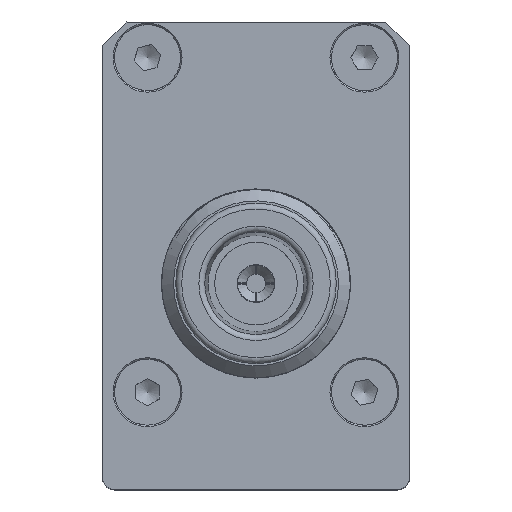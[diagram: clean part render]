
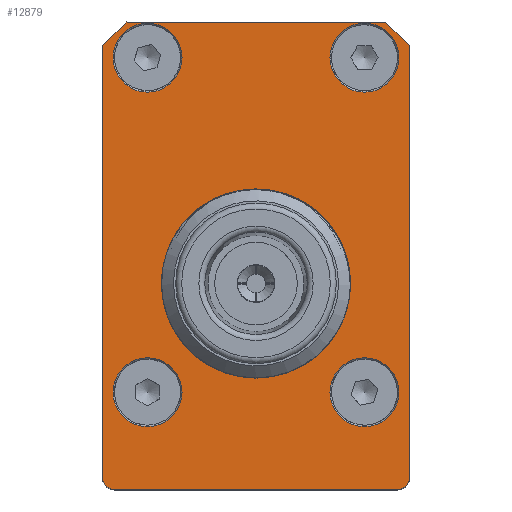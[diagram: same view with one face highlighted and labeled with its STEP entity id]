
A CAD part, top view. The second image highlights one B-rep face of the part: STEP entity #12879.
In plain terms, the highlighted planar face has unit normal (0, 0, 1).
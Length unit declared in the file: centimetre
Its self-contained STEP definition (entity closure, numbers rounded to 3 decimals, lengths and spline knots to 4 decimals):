
#535=PLANE($,#13759);
#1073=FACE_BOUND($,#2116,.T.);
#1074=FACE_BOUND($,#2117,.T.);
#1075=FACE_BOUND($,#2118,.T.);
#1076=FACE_BOUND($,#2119,.T.);
#1077=FACE_BOUND($,#2120,.T.);
#1078=FACE_BOUND($,#2121,.T.);
#2116=EDGE_LOOP($,(#9329));
#2117=EDGE_LOOP($,(#9330));
#2118=EDGE_LOOP($,(#9331));
#2119=EDGE_LOOP($,(#9332));
#2120=EDGE_LOOP($,(#9333));
#2121=EDGE_LOOP($,(#9334,#9335,#9336,#9337,#9338,#9339,#9340,#9341));
#2826=CIRCLE($,#13715,0.7938);
#2837=CIRCLE($,#13737,0.29);
#2839=CIRCLE($,#13740,0.29);
#2841=CIRCLE($,#13743,0.29);
#2843=CIRCLE($,#13746,0.29);
#2844=CIRCLE($,#13752,0.1);
#2846=CIRCLE($,#13756,0.1);
#3243=LINE($,#22333,#4476);
#3249=LINE($,#22344,#4482);
#3250=LINE($,#22347,#4483);
#3256=LINE($,#22358,#4489);
#3259=LINE($,#22369,#4492);
#3263=LINE($,#22380,#4496);
#4476=VECTOR($,#15270,0.2828);
#4482=VECTOR($,#15278,2.18);
#4483=VECTOR($,#15281,0.2828);
#4489=VECTOR($,#15289,3.63);
#4492=VECTOR($,#15300,3.63);
#4496=VECTOR($,#15312,2.38);
#5812=VERTEX_POINT($,#22280);
#5823=VERTEX_POINT($,#22313);
#5825=VERTEX_POINT($,#22318);
#5827=VERTEX_POINT($,#22323);
#5829=VERTEX_POINT($,#22328);
#5830=VERTEX_POINT($,#22331);
#5831=VERTEX_POINT($,#22332);
#5835=VERTEX_POINT($,#22342);
#5836=VERTEX_POINT($,#22346);
#5840=VERTEX_POINT($,#22356);
#5841=VERTEX_POINT($,#22360);
#5842=VERTEX_POINT($,#22361);
#5846=VERTEX_POINT($,#22374);
#7123=EDGE_CURVE($,#5812,#5812,#2826,.T.);
#7134=EDGE_CURVE($,#5823,#5823,#2837,.T.);
#7136=EDGE_CURVE($,#5825,#5825,#2839,.T.);
#7138=EDGE_CURVE($,#5827,#5827,#2841,.T.);
#7140=EDGE_CURVE($,#5829,#5829,#2843,.T.);
#7141=EDGE_CURVE($,#5830,#5831,#3243,.T.);
#7147=EDGE_CURVE($,#5835,#5830,#3249,.T.);
#7148=EDGE_CURVE($,#5836,#5835,#3250,.T.);
#7154=EDGE_CURVE($,#5840,#5836,#3256,.T.);
#7155=EDGE_CURVE($,#5841,#5842,#2844,.T.);
#7159=EDGE_CURVE($,#5831,#5841,#3259,.T.);
#7162=EDGE_CURVE($,#5846,#5840,#2846,.T.);
#7165=EDGE_CURVE($,#5842,#5846,#3263,.T.);
#9329=ORIENTED_EDGE($,*,*,#7123,.T.);
#9330=ORIENTED_EDGE($,*,*,#7134,.T.);
#9331=ORIENTED_EDGE($,*,*,#7136,.T.);
#9332=ORIENTED_EDGE($,*,*,#7138,.T.);
#9333=ORIENTED_EDGE($,*,*,#7140,.T.);
#9334=ORIENTED_EDGE($,*,*,#7141,.F.);
#9335=ORIENTED_EDGE($,*,*,#7147,.F.);
#9336=ORIENTED_EDGE($,*,*,#7148,.F.);
#9337=ORIENTED_EDGE($,*,*,#7154,.F.);
#9338=ORIENTED_EDGE($,*,*,#7162,.F.);
#9339=ORIENTED_EDGE($,*,*,#7165,.F.);
#9340=ORIENTED_EDGE($,*,*,#7155,.F.);
#9341=ORIENTED_EDGE($,*,*,#7159,.F.);
#12879=ADVANCED_FACE($,(#1073,#1074,#1075,#1076,#1077,#1078),#535,.T.);
#13715=AXIS2_PLACEMENT_3D($,#22281,#15204,#15205);
#13737=AXIS2_PLACEMENT_3D($,#22314,#15248,#15249);
#13740=AXIS2_PLACEMENT_3D($,#22319,#15254,#15255);
#13743=AXIS2_PLACEMENT_3D($,#22324,#15260,#15261);
#13746=AXIS2_PLACEMENT_3D($,#22329,#15266,#15267);
#13752=AXIS2_PLACEMENT_3D($,#22362,#15292,#15293);
#13756=AXIS2_PLACEMENT_3D($,#22375,#15305,#15306);
#13759=AXIS2_PLACEMENT_3D($,#22385,#15317,#15318);
#15204=DIRECTION('center_axis',(0.,0.,
-1.));
#15205=DIRECTION('ref_axis',(1.,0.,0.));
#15248=DIRECTION('center_axis',(0.,0.,
-1.));
#15249=DIRECTION('ref_axis',(-1.,0.,0.));
#15254=DIRECTION('center_axis',(0.,0.,
-1.));
#15255=DIRECTION('ref_axis',(-1.,0.,0.));
#15260=DIRECTION('center_axis',(0.,0.,
-1.));
#15261=DIRECTION('ref_axis',(-1.,0.,0.));
#15266=DIRECTION('center_axis',(0.,0.,
-1.));
#15267=DIRECTION('ref_axis',(-1.,0.,0.));
#15270=DIRECTION($,(0.707,-0.707,0.));
#15278=DIRECTION($,(1.,0.,0.));
#15281=DIRECTION($,(0.707,0.707,0.));
#15289=DIRECTION($,(0.,1.,0.));
#15292=DIRECTION('center_axis',(0.,0.,
-1.));
#15293=DIRECTION('ref_axis',(0.707,-0.707,0.));
#15300=DIRECTION($,(0.,-1.,0.));
#15305=DIRECTION('center_axis',(0.,0.,
-1.));
#15306=DIRECTION('ref_axis',(-0.707,-0.707,0.));
#15312=DIRECTION($,(-1.,0.,0.));
#15317=DIRECTION('center_axis',(0.,0.,
1.));
#15318=DIRECTION('ref_axis',(-1.,0.,0.));
#22280=CARTESIAN_POINT('',(16.1274,53.4422,1.4695));
#22281=CARTESIAN_POINT('Origin',(16.9212,53.4422,1.4695));
#22313=CARTESIAN_POINT('',(17.5432,55.3422,1.4695));
#22314=CARTESIAN_POINT('Origin',(17.8332,55.3422,1.4695));
#22318=CARTESIAN_POINT('',(15.7192,55.3422,1.4695));
#22319=CARTESIAN_POINT('Origin',(16.0092,55.3422,1.4695));
#22323=CARTESIAN_POINT('',(15.7192,52.5302,1.4695));
#22324=CARTESIAN_POINT('Origin',(16.0092,52.5302,1.4695));
#22328=CARTESIAN_POINT('',(17.5432,52.5302,1.4695));
#22329=CARTESIAN_POINT('Origin',(17.8332,52.5302,1.4695));
#22331=CARTESIAN_POINT('',(18.0112,55.6422,1.4695));
#22332=CARTESIAN_POINT('',(18.2112,55.4422,1.4695));
#22333=CARTESIAN_POINT($,(18.2799,55.3734,1.4695));
#22342=CARTESIAN_POINT('',(15.8312,55.6422,1.4695));
#22344=CARTESIAN_POINT($,(15.6312,55.6422,1.4695));
#22346=CARTESIAN_POINT('',(15.6312,55.4422,1.4695));
#22347=CARTESIAN_POINT($,(15.5624,55.3734,1.4695));
#22356=CARTESIAN_POINT('',(15.6312,51.8122,1.4695));
#22358=CARTESIAN_POINT($,(15.6312,51.7122,1.4695));
#22360=CARTESIAN_POINT('',(18.2112,51.8122,1.4695));
#22361=CARTESIAN_POINT('',(18.1112,51.7122,1.4695));
#22362=CARTESIAN_POINT('Origin',(18.1112,51.8122,1.4695));
#22369=CARTESIAN_POINT($,(18.2112,55.6422,1.4695));
#22374=CARTESIAN_POINT('',(15.7312,51.7122,1.4695));
#22375=CARTESIAN_POINT('Origin',(15.7312,51.8122,1.4695));
#22380=CARTESIAN_POINT($,(18.2112,51.7122,1.4695));
#22385=CARTESIAN_POINT('Origin',(16.9212,53.6772,1.4695));
